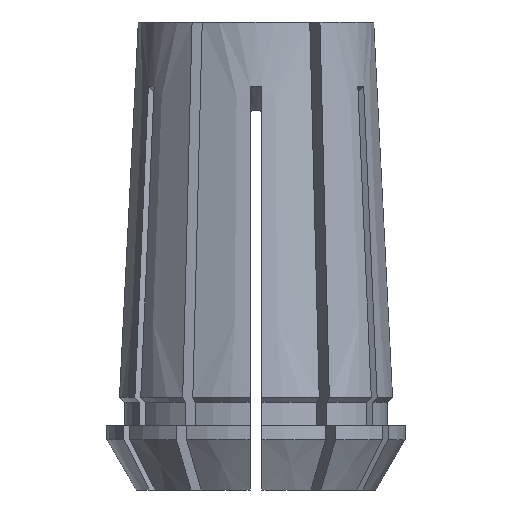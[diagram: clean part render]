
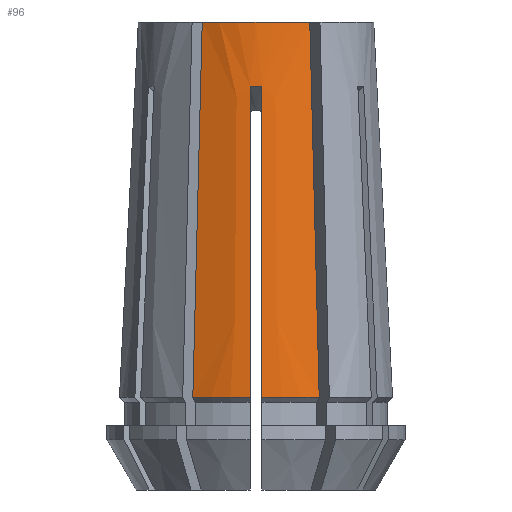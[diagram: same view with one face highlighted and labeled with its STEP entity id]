
A CAD part, front view. The second image highlights one B-rep face of the part: STEP entity #96.
In plain terms, the highlighted conical face has half-angle 2.862 degrees and reference radius 11.679 mm.
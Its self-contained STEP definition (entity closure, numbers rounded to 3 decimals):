
#35 = CARTESIAN_POINT ( 'NONE',  ( -0.5, -11.668, -32.071 ) ) ;
#96 = ADVANCED_FACE ( 'NONE', ( #378 ), #1167, .T. ) ;
#142 = CARTESIAN_POINT ( 'NONE',  ( -5.186, -9.982, -23.469 ) ) ;
#240 = CARTESIAN_POINT ( 'NONE',  ( 0.5, -11.498, -28.675 ) ) ;
#274 = EDGE_CURVE ( 'NONE', #1288, #2327, #3443, .T. ) ;
#324 = CARTESIAN_POINT ( 'NONE',  ( 4.598, -8.964, 0. ) ) ;
#378 = FACE_OUTER_BOUND ( 'NONE', #2554, .T. ) ;
#391 = EDGE_CURVE ( 'NONE', #2327, #954, #3836, .T. ) ;
#438 = ORIENTED_EDGE ( 'NONE', *, *, #1893, .F. ) ;
#452 = CARTESIAN_POINT ( 'NONE',  ( -0.5, -11.611, -30.939 ) ) ;
#471 = B_SPLINE_CURVE_WITH_KNOTS ( 'NONE', 3,
 ( #2318, #5034, #1200, #4263, #1951, #3122, #763 ),
 .UNSPECIFIED., .F., .F.,
 ( 4, 3, 4 ),
 ( 0., 0.019, 0.032 ),
 .UNSPECIFIED. ) ;
#527 = CARTESIAN_POINT ( 'NONE',  ( -5.293, -10.168, -27.77 ) ) ;
#540 = DIRECTION ( 'NONE',  ( 1., 0., 0. ) ) ;
#597 = CARTESIAN_POINT ( 'NONE',  ( -0.5, -10.338, -5.509 ) ) ;
#694 = CARTESIAN_POINT ( 'NONE',  ( 0.5, -10.36, -5.933 ) ) ;
#698 = AXIS2_PLACEMENT_3D ( 'NONE', #4559, #4138, #1813 ) ;
#763 = CARTESIAN_POINT ( 'NONE',  ( 5.401, -10.355, -32.071 ) ) ;
#793 = CARTESIAN_POINT ( 'NONE',  ( -0.5, -10.767, -14.078 ) ) ;
#887 = EDGE_CURVE ( 'NONE', #2294, #1822, #2695, .T. ) ;
#954 = VERTEX_POINT ( 'NONE', #4422 ) ;
#1008 = CARTESIAN_POINT ( 'NONE',  ( 0.5, -10.338, -5.509 ) ) ;
#1122 = CARTESIAN_POINT ( 'NONE',  ( -5.401, -10.355, -32.071 ) ) ;
#1167 = CONICAL_SURFACE ( 'NONE', #698, 11.679, 0.05 ) ;
#1200 = CARTESIAN_POINT ( 'NONE',  ( 4.918, -9.518, -12.778 ) ) ;
#1209 = DIRECTION ( 'NONE',  ( 1., 0., 0. ) ) ;
#1242 = ORIENTED_EDGE ( 'NONE', *, *, #3356, .F. ) ;
#1248 = ORIENTED_EDGE ( 'NONE', *, *, #1520, .T. ) ;
#1288 = VERTEX_POINT ( 'NONE', #1816 ) ;
#1295 = CARTESIAN_POINT ( 'NONE',  ( -5.401, -10.355, -32.071 ) ) ;
#1314 = CARTESIAN_POINT ( 'NONE',  ( -4.758, -9.241, -6.389 ) ) ;
#1412 = CARTESIAN_POINT ( 'NONE',  ( 0.5, -10.402, -6.78 ) ) ;
#1492 = ORIENTED_EDGE ( 'NONE', *, *, #2782, .T. ) ;
#1520 = EDGE_CURVE ( 'NONE', #3163, #1822, #2352, .T. ) ;
#1533 = DIRECTION ( 'NONE',  ( 1., 0., 0. ) ) ;
#1548 = CARTESIAN_POINT ( 'NONE',  ( -0.5, -11.498, -28.675 ) ) ;
#1597 = CARTESIAN_POINT ( 'NONE',  ( -0.5, -10.402, -6.78 ) ) ;
#1669 = DIRECTION ( 'NONE',  ( 0., 0., 1. ) ) ;
#1698 = CARTESIAN_POINT ( 'NONE',  ( -0.5, -10.338, -5.509 ) ) ;
#1769 = B_SPLINE_CURVE_WITH_KNOTS ( 'NONE', 3,
 ( #1698, #3693, #4108, #4424 ),
 .UNSPECIFIED., .F., .F.,
 ( 4, 4 ),
 ( 0., 0.001 ),
 .UNSPECIFIED. ) ;
#1787 = CARTESIAN_POINT ( 'NONE',  ( 0.5, -10.381, -6.356 ) ) ;
#1803 = CARTESIAN_POINT ( 'NONE',  ( 0.5, -10.767, -14.078 ) ) ;
#1813 = DIRECTION ( 'NONE',  ( -1., 0., 0. ) ) ;
#1816 = CARTESIAN_POINT ( 'NONE',  ( 0.5, -10.338, -5.509 ) ) ;
#1822 = VERTEX_POINT ( 'NONE', #4100 ) ;
#1893 = EDGE_CURVE ( 'NONE', #4837, #3801, #3592, .T. ) ;
#1950 = AXIS2_PLACEMENT_3D ( 'NONE', #3153, #3535, #1209 ) ;
#1951 = CARTESIAN_POINT ( 'NONE',  ( 5.186, -9.982, -23.469 ) ) ;
#2294 = VERTEX_POINT ( 'NONE', #597 ) ;
#2318 = CARTESIAN_POINT ( 'NONE',  ( 4.598, -8.964, 0. ) ) ;
#2327 = VERTEX_POINT ( 'NONE', #2933 ) ;
#2337 = CARTESIAN_POINT ( 'NONE',  ( -4.598, -8.964, 0. ) ) ;
#2343 = CARTESIAN_POINT ( 'NONE',  ( -0.5, -11.133, -21.377 ) ) ;
#2352 = CIRCLE ( 'NONE', #1950, 11.679 ) ;
#2554 = EDGE_LOOP ( 'NONE', ( #438, #1492, #1248, #4287, #4459, #2560, #4328, #1242 ) ) ;
#2560 = ORIENTED_EDGE ( 'NONE', *, *, #274, .T. ) ;
#2671 = AXIS2_PLACEMENT_3D ( 'NONE', #3161, #3910, #1533 ) ;
#2695 = B_SPLINE_CURVE_WITH_KNOTS ( 'NONE', 3,
 ( #2745, #4682, #3942, #1597, #793, #2343, #1548, #3156, #452, #35 ),
 .UNSPECIFIED., .F., .F.,
 ( 4, 3, 3, 4 ),
 ( 0.066, 0.067, 0.089, 0.092 ),
 .UNSPECIFIED. ) ;
#2745 = CARTESIAN_POINT ( 'NONE',  ( -0.5, -10.338, -5.509 ) ) ;
#2782 = EDGE_CURVE ( 'NONE', #4837, #3163, #3132, .T. ) ;
#2933 = CARTESIAN_POINT ( 'NONE',  ( 0.5, -11.668, -32.071 ) ) ;
#3122 = CARTESIAN_POINT ( 'NONE',  ( 5.293, -10.168, -27.77 ) ) ;
#3132 = B_SPLINE_CURVE_WITH_KNOTS ( 'NONE', 3,
 ( #3616, #1314, #4434, #4788, #142, #527, #1295 ),
 .UNSPECIFIED., .F., .F.,
 ( 4, 3, 4 ),
 ( 0., 0.019, 0.032 ),
 .UNSPECIFIED. ) ;
#3153 = CARTESIAN_POINT ( 'NONE',  ( 0., 0., -32.071 ) ) ;
#3156 = CARTESIAN_POINT ( 'NONE',  ( -0.5, -11.555, -29.807 ) ) ;
#3161 = CARTESIAN_POINT ( 'NONE',  ( 0., 0., -32.071 ) ) ;
#3163 = VERTEX_POINT ( 'NONE', #1122 ) ;
#3356 = EDGE_CURVE ( 'NONE', #3801, #954, #471, .T. ) ;
#3443 = B_SPLINE_CURVE_WITH_KNOTS ( 'NONE', 3,
 ( #1008, #694, #1787, #1412, #1803, #4517, #240, #4910, #4098, #4928 ),
 .UNSPECIFIED., .F., .F.,
 ( 4, 3, 3, 4 ),
 ( 0.066, 0.067, 0.089, 0.092 ),
 .UNSPECIFIED. ) ;
#3535 = DIRECTION ( 'NONE',  ( 0., 0., 1. ) ) ;
#3592 = CIRCLE ( 'NONE', #4211, 10.075 ) ;
#3616 = CARTESIAN_POINT ( 'NONE',  ( -4.598, -8.964, 0. ) ) ;
#3693 = CARTESIAN_POINT ( 'NONE',  ( -0.167, -10.354, -5.497 ) ) ;
#3801 = VERTEX_POINT ( 'NONE', #324 ) ;
#3836 = CIRCLE ( 'NONE', #2671, 11.679 ) ;
#3910 = DIRECTION ( 'NONE',  ( 0., 0., 1. ) ) ;
#3942 = CARTESIAN_POINT ( 'NONE',  ( -0.5, -10.381, -6.356 ) ) ;
#4098 = CARTESIAN_POINT ( 'NONE',  ( 0.5, -11.611, -30.939 ) ) ;
#4100 = CARTESIAN_POINT ( 'NONE',  ( -0.5, -11.668, -32.071 ) ) ;
#4108 = CARTESIAN_POINT ( 'NONE',  ( 0.167, -10.354, -5.497 ) ) ;
#4138 = DIRECTION ( 'NONE',  ( 0., 0., -1. ) ) ;
#4211 = AXIS2_PLACEMENT_3D ( 'NONE', #4805, #1669, #540 ) ;
#4263 = CARTESIAN_POINT ( 'NONE',  ( 5.078, -9.795, -19.167 ) ) ;
#4287 = ORIENTED_EDGE ( 'NONE', *, *, #887, .F. ) ;
#4328 = ORIENTED_EDGE ( 'NONE', *, *, #391, .T. ) ;
#4422 = CARTESIAN_POINT ( 'NONE',  ( 5.401, -10.355, -32.071 ) ) ;
#4424 = CARTESIAN_POINT ( 'NONE',  ( 0.5, -10.338, -5.509 ) ) ;
#4434 = CARTESIAN_POINT ( 'NONE',  ( -4.918, -9.518, -12.778 ) ) ;
#4459 = ORIENTED_EDGE ( 'NONE', *, *, #4534, .T. ) ;
#4517 = CARTESIAN_POINT ( 'NONE',  ( 0.5, -11.133, -21.377 ) ) ;
#4534 = EDGE_CURVE ( 'NONE', #2294, #1288, #1769, .T. ) ;
#4559 = CARTESIAN_POINT ( 'NONE',  ( 0., 0., -32.071 ) ) ;
#4682 = CARTESIAN_POINT ( 'NONE',  ( -0.5, -10.36, -5.933 ) ) ;
#4788 = CARTESIAN_POINT ( 'NONE',  ( -5.078, -9.795, -19.167 ) ) ;
#4805 = CARTESIAN_POINT ( 'NONE',  ( 0., 0., 0. ) ) ;
#4837 = VERTEX_POINT ( 'NONE', #2337 ) ;
#4910 = CARTESIAN_POINT ( 'NONE',  ( 0.5, -11.555, -29.807 ) ) ;
#4928 = CARTESIAN_POINT ( 'NONE',  ( 0.5, -11.668, -32.071 ) ) ;
#5034 = CARTESIAN_POINT ( 'NONE',  ( 4.758, -9.241, -6.389 ) ) ;
